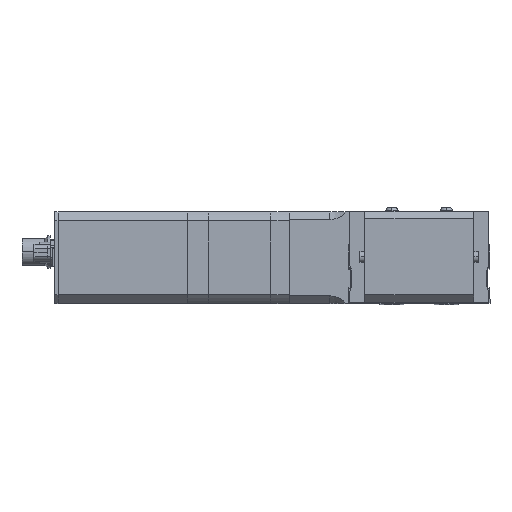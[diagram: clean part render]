
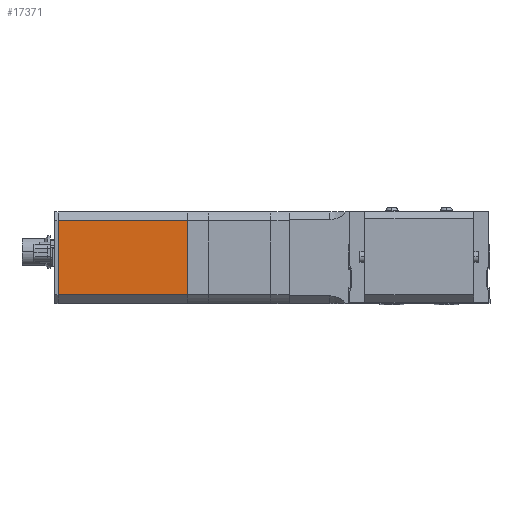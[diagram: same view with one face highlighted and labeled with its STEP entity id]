
A CAD part, top view. The second image highlights one B-rep face of the part: STEP entity #17371.
In plain terms, the highlighted face is planar.
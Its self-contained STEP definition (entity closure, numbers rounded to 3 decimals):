
#927 = VECTOR ( 'NONE', #7845, 1000. ) ;
#1479 = EDGE_CURVE ( 'NONE', #21128, #26874, #27887, .T. ) ;
#1812 = DIRECTION ( 'NONE',  ( 0., 0., 1. ) ) ;
#2110 = DIRECTION ( 'NONE',  ( 0., 1., 0. ) ) ;
#2157 = CARTESIAN_POINT ( 'NONE',  ( -31., -17., -106.25 ) ) ;
#2847 = CARTESIAN_POINT ( 'NONE',  ( -31., 17., -106.25 ) ) ;
#3385 = ORIENTED_EDGE ( 'NONE', *, *, #17077, .F. ) ;
#5038 = AXIS2_PLACEMENT_3D ( 'NONE', #2847, #24126, #9239 ) ;
#5511 = EDGE_LOOP ( 'NONE', ( #13052, #23795, #3385, #21864 ) ) ;
#5860 = CARTESIAN_POINT ( 'NONE',  ( -31., -17., -106.25 ) ) ;
#6624 = CARTESIAN_POINT ( 'NONE',  ( -31., -17., -47. ) ) ;
#7845 = DIRECTION ( 'NONE',  ( 0., 1., 0. ) ) ;
#9124 = VECTOR ( 'NONE', #2110, 1000. ) ;
#9239 = DIRECTION ( 'NONE',  ( 0., 1., 0. ) ) ;
#12664 = EDGE_CURVE ( 'NONE', #22270, #26874, #25114, .T. ) ;
#13052 = ORIENTED_EDGE ( 'NONE', *, *, #12664, .T. ) ;
#17077 = EDGE_CURVE ( 'NONE', #18274, #21128, #21570, .T. ) ;
#17371 = ADVANCED_FACE ( 'NONE', ( #17609 ), #26206, .F. ) ;
#17482 = DIRECTION ( 'NONE',  ( 0., 0., 1. ) ) ;
#17609 = FACE_OUTER_BOUND ( 'NONE', #5511, .T. ) ;
#18215 = CARTESIAN_POINT ( 'NONE',  ( -31., 17., -106.25 ) ) ;
#18274 = VERTEX_POINT ( 'NONE', #5860 ) ;
#19728 = LINE ( 'NONE', #2157, #27288 ) ;
#21128 = VERTEX_POINT ( 'NONE', #18215 ) ;
#21157 = CARTESIAN_POINT ( 'NONE',  ( -31., 17., -106.25 ) ) ;
#21570 = LINE ( 'NONE', #21157, #9124 ) ;
#21864 = ORIENTED_EDGE ( 'NONE', *, *, #26175, .T. ) ;
#22270 = VERTEX_POINT ( 'NONE', #6624 ) ;
#22542 = CARTESIAN_POINT ( 'NONE',  ( -31., 17., -47. ) ) ;
#22750 = VECTOR ( 'NONE', #1812, 1000. ) ;
#23663 = CARTESIAN_POINT ( 'NONE',  ( -31., 17., -106.25 ) ) ;
#23795 = ORIENTED_EDGE ( 'NONE', *, *, #1479, .F. ) ;
#24126 = DIRECTION ( 'NONE',  ( 1., 0., 0. ) ) ;
#24956 = CARTESIAN_POINT ( 'NONE',  ( -31., 17., -47. ) ) ;
#25114 = LINE ( 'NONE', #24956, #927 ) ;
#26175 = EDGE_CURVE ( 'NONE', #18274, #22270, #19728, .T. ) ;
#26206 = PLANE ( 'NONE',  #5038 ) ;
#26874 = VERTEX_POINT ( 'NONE', #22542 ) ;
#27288 = VECTOR ( 'NONE', #17482, 1000. ) ;
#27887 = LINE ( 'NONE', #23663, #22750 ) ;
